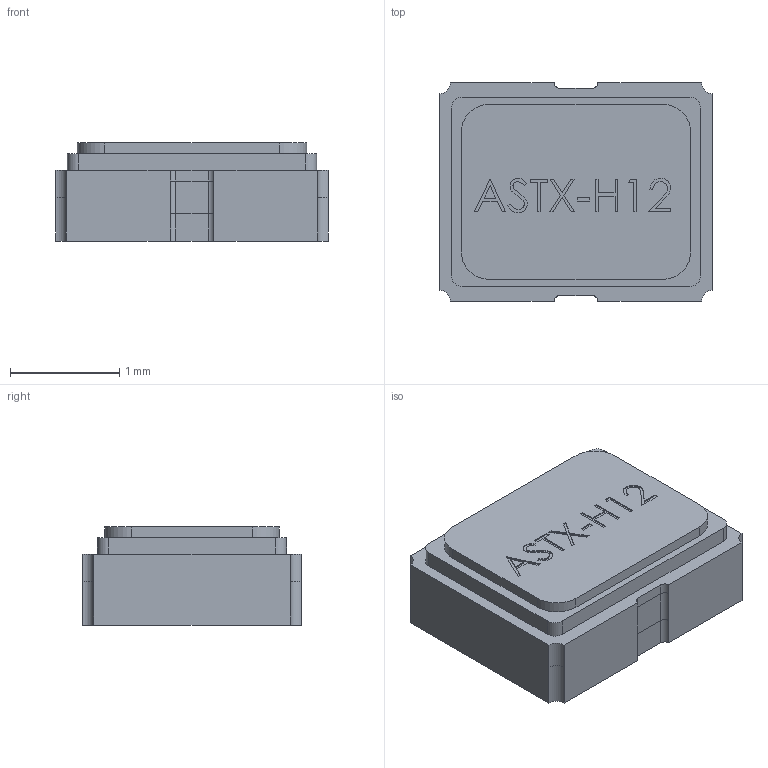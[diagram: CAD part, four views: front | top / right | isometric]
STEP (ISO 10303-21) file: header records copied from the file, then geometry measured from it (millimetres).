
FILE_DESCRIPTION (( 'STEP AP214' ), '1' );
FILE_NAME ('ASTX-H12.STEP', '2013-08-26T07:21:00', ( '' ), ( '' ), 'SwSTEP 2.0', 'SolidWorks 2012', '' );
FILE_SCHEMA (( 'AUTOMOTIVE_DESIGN' ));
Length unit declared in the file: millimetre
Products named in the file (1): ASTX-H12
Bounding box: 2.5 x 2 x 0.9 mm (x, y, z)
Volume: 4.1 mm3; surface area: 17.6 mm2
Topology: 1 solids, 1 shells, 147 faces, 407 edges, 273 vertices
Faces by surface type: plane 98, cylinder 28, bspline 21
Entity records: 7243 total; most frequent: CARTESIAN_POINT 1977, ORIENTED_EDGE 814, DIRECTION 663, EDGE_CURVE 407, VECTOR 321, LINE 321, VERTEX_POINT 273, AXIS2_PLACEMENT_3D 171
